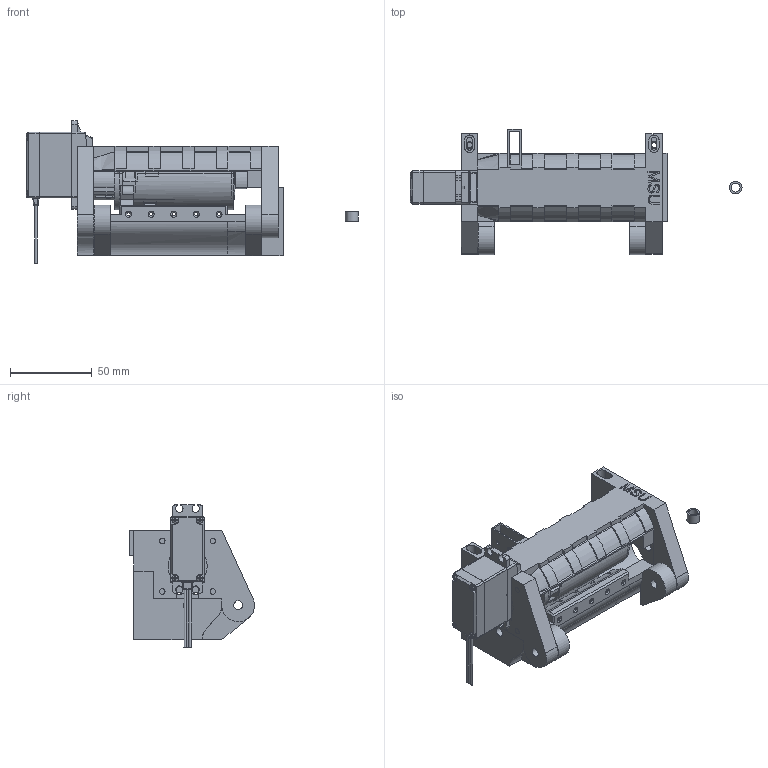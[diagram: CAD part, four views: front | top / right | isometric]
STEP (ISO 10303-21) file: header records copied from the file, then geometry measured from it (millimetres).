
FILE_DESCRIPTION(/* description */ (''),/* implementation_level */ '2;1');
FILE_NAME(/* name */ 'MSU assembly.step',/* time_stamp */ '2021-02-20T13:13:16-05:00',/* author */ (''),/* organization */ (''),/* preprocessor_version */ 'ST-DEVELOPER v18.1',/* originating_system */ 'Autodesk Translation Framework v9.7.1.1290',/* authorisation */ '');
FILE_SCHEMA (('AUTOMOTIVE_DESIGN { 1 0 10303 214 3 1 1 }'));
Products named in the file (8): MSU assembly; pulley body; Idler body stepper; Servo; Idler for servo; bearing adapter; idler stepper motor; Idler body servo
Assembly tree (7 placements, depth 2):
  MSU assembly
    pulley body
    Idler body stepper
    Servo
    Idler for servo
    bearing adapter
    idler stepper motor
    Idler body servo
Bounding box: 203.41 x 76.55 x 87.24 mm (x, y, z)
Volume: 353866.1 mm3; surface area: 132083.7 mm2
Topology: 7 solids, 8 shells, 1406 faces, 3786 edges, 2449 vertices
Faces by surface type: plane 688, cylinder 388, bspline 202, cone 59, torus 45, sphere 24
Full cylindrical faces by diameter (mm): 1.5 x3, 2.2 x10, 2.5 x1, 2.7 x4, 3 x4, 3.2 x4, 3.4 x8, 4 x5, 4.2 x2, 4.6 x2, 5 x2, 5.3 x2, 5.4 x1, 5.435 x20, 6 x4, 6.1 x1, 6.2 x4, 6.547 x15, 7.8 x1, 7.9 x12, 9 x22, 24 x1
Entity records: 55256 total; most frequent: CARTESIAN_POINT 20657, ORIENTED_EDGE 7538, DIRECTION 6693, EDGE_CURVE 3769, VERTEX_POINT 2449, AXIS2_PLACEMENT_3D 2337, LINE 2019, VECTOR 2019
